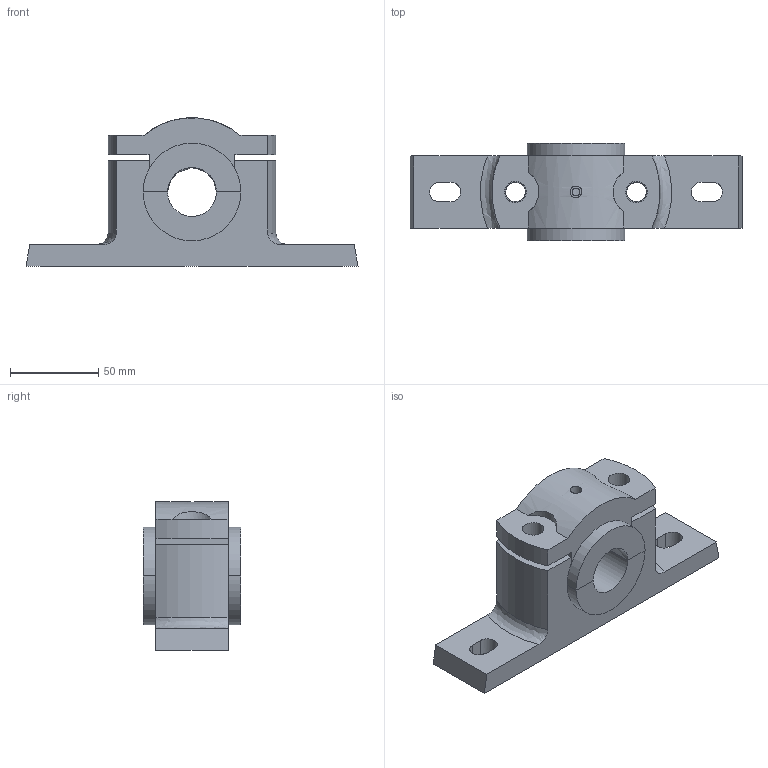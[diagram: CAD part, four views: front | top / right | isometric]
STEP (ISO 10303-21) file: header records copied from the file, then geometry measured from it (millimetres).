
FILE_DESCRIPTION(('FreeCAD Model'),'2;1');
FILE_NAME('Open CASCADE Shape Model','2025-05-04T17:15:12',('FreeCAD'),( 'FreeCAD'),'Open CASCADE STEP processor 7.6','FreeCAD','Unknown');
FILE_SCHEMA(('AUTOMOTIVE_DESIGN { 1 0 10303 214 1 1 1 1 }'));
Length unit declared in the file: millimetre
Products named in the file (1): Open CASCADE STEP translator 7.6 1
Bounding box: 187.75 x 55.22 x 83.94 mm (x, y, z)
Volume: 297875.3 mm3; surface area: 72527.1 mm2
Topology: 4 solids, 4 shells, 104 faces, 273 edges, 183 vertices
Faces by surface type: bspline 104
Entity records: 3573 total; most frequent: CARTESIAN_POINT 1920, ORIENTED_EDGE 544, EDGE_CURVE 272, B_SPLINE_CURVE_WITH_KNOTS 206, VERTEX_POINT 183, FACE_BOUND 127, EDGE_LOOP 127, ADVANCED_FACE 104
